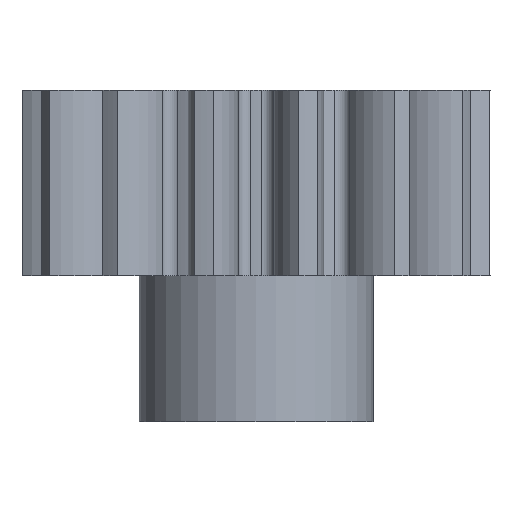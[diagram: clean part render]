
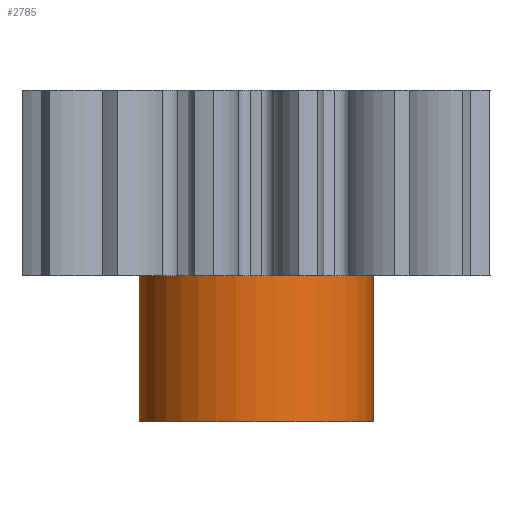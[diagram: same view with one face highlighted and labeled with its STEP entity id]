
A CAD part, front view. The second image highlights one B-rep face of the part: STEP entity #2785.
In plain terms, the highlighted cylindrical face has radius 12 mm (diameter 24 mm), a partial arc.
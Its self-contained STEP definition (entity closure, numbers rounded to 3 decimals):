
#1 = DIRECTION ( 'NONE',  ( 1., 0., 0. ) ) ;
#2 = DIRECTION ( 'NONE',  ( 0., 0., 1. ) ) ;
#6 = AXIS2_PLACEMENT_3D ( 'NONE', #8, #2, #1 ) ;
#8 = CARTESIAN_POINT ( 'NONE',  ( 0., 0., 0. ) ) ;
#30 = CIRCLE ( 'NONE', #6, 12. ) ;
#1207 = DIRECTION ( 'NONE',  ( 1., 0., 0. ) ) ;
#1208 = DIRECTION ( 'NONE',  ( 0., 0., 1. ) ) ;
#1209 = CARTESIAN_POINT ( 'NONE',  ( 0., 0., -15. ) ) ;
#1210 = AXIS2_PLACEMENT_3D ( 'NONE', #1209, #1208, #1207 ) ;
#1211 = CARTESIAN_POINT ( 'NONE',  ( 0., 0., -15. ) ) ;
#1213 = CYLINDRICAL_SURFACE ( 'NONE', #1214, 12. ) ;
#1214 = AXIS2_PLACEMENT_3D ( 'NONE', #1211, #1407, #1404 ) ;
#1220 = CIRCLE ( 'NONE', #1210, 12. ) ;
#1404 = DIRECTION ( 'NONE',  ( 1., 0., 0. ) ) ;
#1407 = DIRECTION ( 'NONE',  ( 0., 0., 1. ) ) ;
#1413 = FACE_OUTER_BOUND ( 'NONE', #2814, .T. ) ;
#1788 = VERTEX_POINT ( 'NONE', #3074 ) ;
#1798 = VERTEX_POINT ( 'NONE', #3065 ) ;
#1808 = EDGE_CURVE ( 'NONE', #1798, #1809, #3046, .T. ) ;
#1809 = VERTEX_POINT ( 'NONE', #3025 ) ;
#1812 = EDGE_CURVE ( 'NONE', #1816, #1788, #3017, .T. ) ;
#1816 = VERTEX_POINT ( 'NONE', #3145 ) ;
#2181 = EDGE_CURVE ( 'NONE', #1788, #1809, #30, .T. ) ;
#2739 = ORIENTED_EDGE ( 'NONE', *, *, #1812, .F. ) ;
#2773 = EDGE_CURVE ( 'NONE', #1816, #1798, #1220, .T. ) ;
#2782 = ORIENTED_EDGE ( 'NONE', *, *, #1808, .T. ) ;
#2784 = ORIENTED_EDGE ( 'NONE', *, *, #2773, .T. ) ;
#2785 = ADVANCED_FACE ( 'NONE', ( #1413 ), #1213, .T. ) ;
#2801 = ORIENTED_EDGE ( 'NONE', *, *, #2181, .F. ) ;
#2814 = EDGE_LOOP ( 'NONE', ( #2739, #2784, #2782, #2801 ) ) ;
#3014 = DIRECTION ( 'NONE',  ( 0., 0., 1. ) ) ;
#3015 = VECTOR ( 'NONE', #3014, 1000. ) ;
#3016 = CARTESIAN_POINT ( 'NONE',  ( -12., 0., -15. ) ) ;
#3017 = LINE ( 'NONE', #3016, #3015 ) ;
#3020 = DIRECTION ( 'NONE',  ( 0., 0., 1. ) ) ;
#3021 = VECTOR ( 'NONE', #3020, 1000. ) ;
#3022 = CARTESIAN_POINT ( 'NONE',  ( 12., 0., -15. ) ) ;
#3025 = CARTESIAN_POINT ( 'NONE',  ( 12., 0., 0. ) ) ;
#3046 = LINE ( 'NONE', #3022, #3021 ) ;
#3065 = CARTESIAN_POINT ( 'NONE',  ( 12., 0., -15. ) ) ;
#3074 = CARTESIAN_POINT ( 'NONE',  ( -12., 0., 0. ) ) ;
#3145 = CARTESIAN_POINT ( 'NONE',  ( -12., 0., -15. ) ) ;
